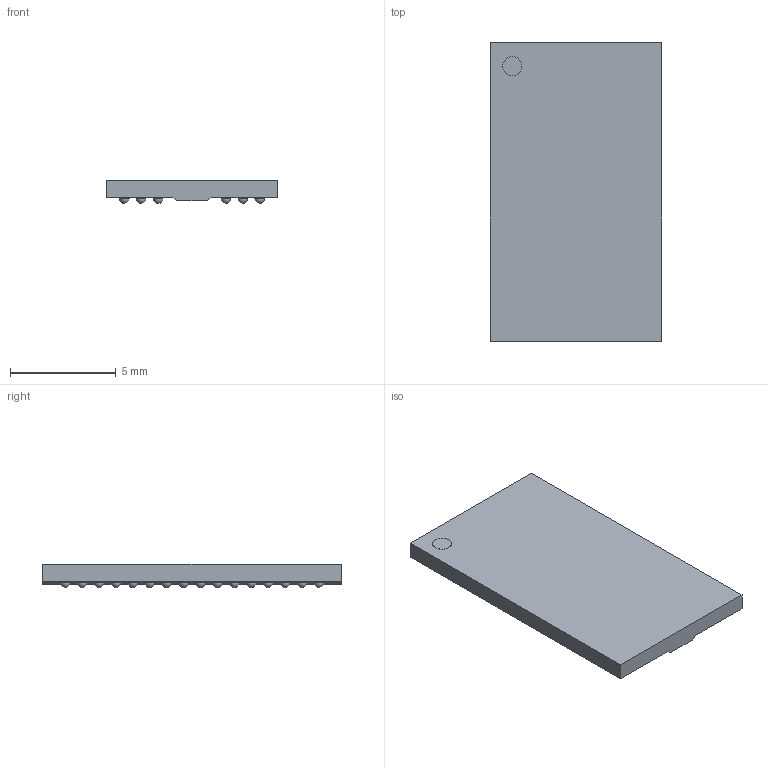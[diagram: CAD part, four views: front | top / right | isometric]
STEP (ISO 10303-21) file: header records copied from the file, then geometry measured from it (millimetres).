
FILE_DESCRIPTION(/* description */ (''),/* implementation_level */ '2;1');
FILE_NAME(/* name */ 'Micron 96-Ball FBGA - x16 TW.step',/* time_stamp */ '2024-07-31T17:49:14+01:00',/* author */ (''),/* organization */ (''),/* preprocessor_version */ 'ST-DEVELOPER v20',/* originating_system */ 'Autodesk Translation Framework v13.14.0.145',/* authorisation */ '');
FILE_SCHEMA (('AUTOMOTIVE_DESIGN { 1 0 10303 214 3 1 1 }'));
Length unit declared in the file: millimetre
Products named in the file (1): Micron 96-Ball FBGA - x16 TW
Bounding box: 8.1 x 14.1 x 1.1 mm (x, y, z)
Volume: 99.1 mm3; surface area: 290.5 mm2
Topology: 1 solids, 1 shells, 204 faces, 603 edges, 402 vertices
Faces by surface type: cylinder 97, sphere 96, plane 11
Full cylindrical faces by diameter (mm): 0.45 x96, 0.905 x1
Entity records: 6638 total; most frequent: DIRECTION 1303, CARTESIAN_POINT 1114, ORIENTED_EDGE 1014, AXIS2_PLACEMENT_3D 591, EDGE_CURVE 507, VERTEX_POINT 402, CIRCLE 386, EDGE_LOOP 301
